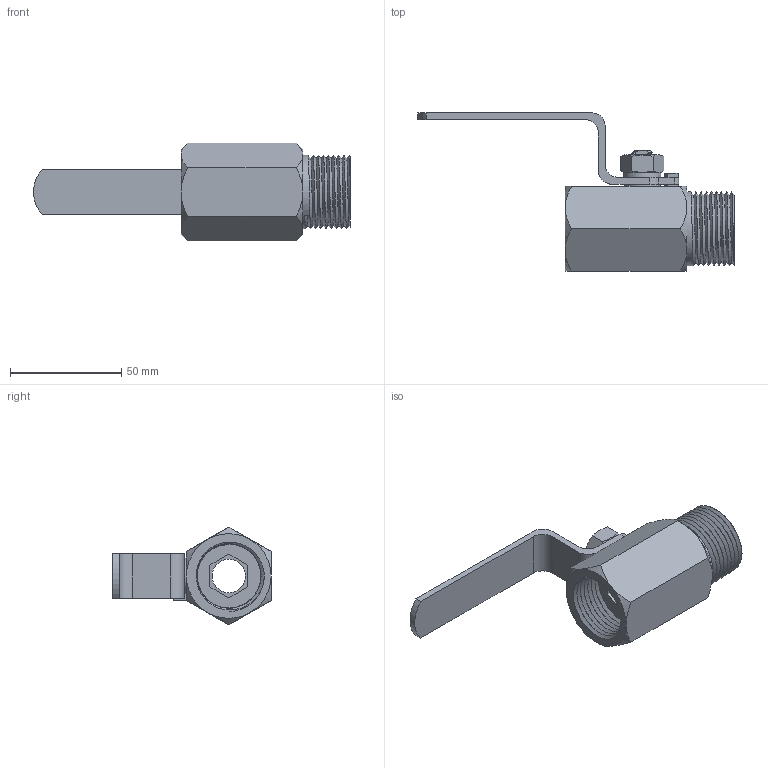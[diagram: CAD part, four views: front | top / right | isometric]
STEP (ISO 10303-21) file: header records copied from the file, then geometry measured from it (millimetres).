
FILE_DESCRIPTION(/* description */ ('Unknown'),/* implementation_level */ '2;1');
FILE_NAME(/* name */ 'R-594 DN25',/* time_stamp */ '2020-09-09T08:58:25+08:00',/* author */ ('Unknown'),/* organization */ ('Unknown'),/* preprocessor_version */ 'ST-DEVELOPER v16.7',/* originating_system */ 'DEX',/* authorisation */ $);
FILE_SCHEMA (('AUTOMOTIVE_DESIGN {1 0 10303 214 3 1 1}'));
Length unit declared in the file: millimetre
Products named in the file (2): R-594 DN25; 組合件8
Assembly tree (1 placements, depth 2):
  R-594 DN25
    組合件8
Bounding box: 142.15 x 71 x 43.88 mm (x, y, z)
Volume: 15614.5 mm3; surface area: 31626.5 mm2
Topology: 7 solids, 8 shells, 186 faces, 579 edges, 413 vertices
Faces by surface type: plane 66, cylinder 49, bspline 38, cone 33
Full cylindrical faces by diameter (mm): 10 x1, 10.1 x1, 10.2 x1, 15 x2, 15.4 x1, 16 x2, 23.3 x1, 28.5 x1, 33.1 x8
Entity records: 18681 total; most frequent: CARTESIAN_POINT 14266, ORIENTED_EDGE 1108, DIRECTION 654, EDGE_CURVE 554, VERTEX_POINT 411, AXIS2_PLACEMENT_3D 255, EDGE_LOOP 209, FACE_BOUND 209
